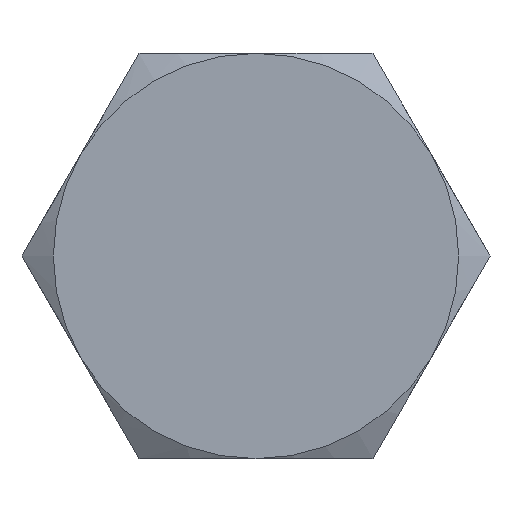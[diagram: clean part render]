
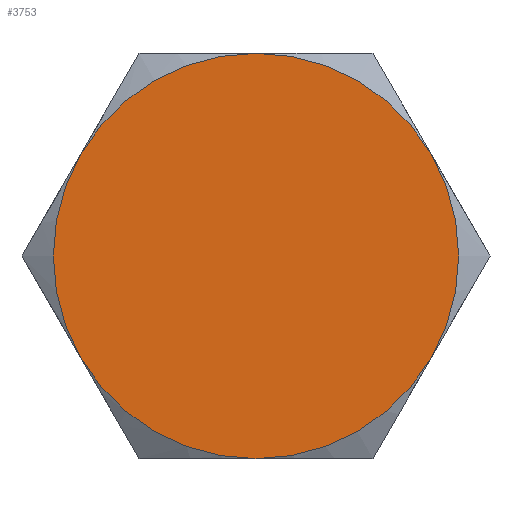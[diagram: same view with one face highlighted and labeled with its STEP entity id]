
A CAD part, left-side view. The second image highlights one B-rep face of the part: STEP entity #3753.
In plain terms, the highlighted planar face has unit normal (-1, 0, 0).
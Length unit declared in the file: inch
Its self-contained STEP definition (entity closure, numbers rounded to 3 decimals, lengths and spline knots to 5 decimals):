
#100 = CIRCLE ( 'NONE', #3631, 0.25 ) ;
#102 = CIRCLE ( 'NONE', #3632, 0.25 ) ;
#104 = CIRCLE ( 'NONE', #3630, 0.25 ) ;
#130 = CIRCLE ( 'NONE', #3628, 0.25 ) ;
#133 = CIRCLE ( 'NONE', #3627, 0.25 ) ;
#135 = CIRCLE ( 'NONE', #3634, 0.25 ) ;
#164 = EDGE_CURVE ( 'NONE', #4087, #4082, #130, .T. ) ;
#168 = EDGE_CURVE ( 'NONE', #4222, #4209, #133, .T. ) ;
#178 = EDGE_CURVE ( 'NONE', #4082, #4091, #104, .T. ) ;
#185 = EDGE_CURVE ( 'NONE', #4209, #4100, #102, .T. ) ;
#190 = EDGE_CURVE ( 'NONE', #4091, #4222, #100, .T. ) ;
#201 = EDGE_CURVE ( 'NONE', #4100, #4087, #135, .T. ) ;
#1004 = DIRECTION ( 'NONE',  ( 0., 0., 1. ) ) ;
#1005 = DIRECTION ( 'NONE',  ( -1., 0., 0. ) ) ;
#1008 = PLANE ( 'NONE',  #3649 ) ;
#1012 = CARTESIAN_POINT ( 'NONE',  ( -1.10156, 0.14434, 0.25 ) ) ;
#2460 = FACE_OUTER_BOUND ( 'NONE', #5338, .T. ) ;
#3514 = ORIENTED_EDGE ( 'NONE', *, *, #185, .T. ) ;
#3516 = ORIENTED_EDGE ( 'NONE', *, *, #168, .T. ) ;
#3526 = ORIENTED_EDGE ( 'NONE', *, *, #178, .T. ) ;
#3548 = ORIENTED_EDGE ( 'NONE', *, *, #164, .T. ) ;
#3587 = ORIENTED_EDGE ( 'NONE', *, *, #190, .T. ) ;
#3608 = ORIENTED_EDGE ( 'NONE', *, *, #201, .T. ) ;
#3627 = AXIS2_PLACEMENT_3D ( 'NONE', #4540, #4538, #4537 ) ;
#3628 = AXIS2_PLACEMENT_3D ( 'NONE', #3968, #4182, #4561 ) ;
#3630 = AXIS2_PLACEMENT_3D ( 'NONE', #4482, #4480, #4479 ) ;
#3631 = AXIS2_PLACEMENT_3D ( 'NONE', #4402, #4393, #4392 ) ;
#3632 = AXIS2_PLACEMENT_3D ( 'NONE', #4431, #4424, #4423 ) ;
#3634 = AXIS2_PLACEMENT_3D ( 'NONE', #4377, #4347, #3977 ) ;
#3649 = AXIS2_PLACEMENT_3D ( 'NONE', #1012, #1005, #1004 ) ;
#3753 = ADVANCED_FACE ( 'NONE', ( #2460 ), #1008, .T. ) ;
#3968 = CARTESIAN_POINT ( 'NONE',  ( -1.10156, 0., 0. ) ) ;
#3977 = DIRECTION ( 'NONE',  ( 0., 0., 1. ) ) ;
#4082 = VERTEX_POINT ( 'NONE', #6347 ) ;
#4087 = VERTEX_POINT ( 'NONE', #6346 ) ;
#4091 = VERTEX_POINT ( 'NONE', #5647 ) ;
#4100 = VERTEX_POINT ( 'NONE', #5643 ) ;
#4182 = DIRECTION ( 'NONE',  ( -1., 0., 0. ) ) ;
#4209 = VERTEX_POINT ( 'NONE', #5624 ) ;
#4222 = VERTEX_POINT ( 'NONE', #5616 ) ;
#4347 = DIRECTION ( 'NONE',  ( -1., 0., 0. ) ) ;
#4377 = CARTESIAN_POINT ( 'NONE',  ( -1.10156, 0., 0. ) ) ;
#4392 = DIRECTION ( 'NONE',  ( 0., 0., 1. ) ) ;
#4393 = DIRECTION ( 'NONE',  ( -1., 0., 0. ) ) ;
#4402 = CARTESIAN_POINT ( 'NONE',  ( -1.10156, 0., 0. ) ) ;
#4423 = DIRECTION ( 'NONE',  ( 0., 0., 1. ) ) ;
#4424 = DIRECTION ( 'NONE',  ( -1., 0., 0. ) ) ;
#4431 = CARTESIAN_POINT ( 'NONE',  ( -1.10156, 0., 0. ) ) ;
#4479 = DIRECTION ( 'NONE',  ( 0., 0., 1. ) ) ;
#4480 = DIRECTION ( 'NONE',  ( -1., 0., 0. ) ) ;
#4482 = CARTESIAN_POINT ( 'NONE',  ( -1.10156, 0., 0. ) ) ;
#4537 = DIRECTION ( 'NONE',  ( 0., 0., 1. ) ) ;
#4538 = DIRECTION ( 'NONE',  ( -1., 0., 0. ) ) ;
#4540 = CARTESIAN_POINT ( 'NONE',  ( -1.10156, 0., 0. ) ) ;
#4561 = DIRECTION ( 'NONE',  ( 0., 0., 1. ) ) ;
#5338 = EDGE_LOOP ( 'NONE', ( #3514, #3608, #3548, #3526, #3587, #3516 ) ) ;
#5616 = CARTESIAN_POINT ( 'NONE',  ( -1.10156, -0.21651, -0.125 ) ) ;
#5624 = CARTESIAN_POINT ( 'NONE',  ( -1.10156, -0.21651, 0.125 ) ) ;
#5643 = CARTESIAN_POINT ( 'NONE',  ( -1.10156, 0., 0.25 ) ) ;
#5647 = CARTESIAN_POINT ( 'NONE',  ( -1.10156, 0., -0.25 ) ) ;
#6346 = CARTESIAN_POINT ( 'NONE',  ( -1.10156, 0.21651, 0.125 ) ) ;
#6347 = CARTESIAN_POINT ( 'NONE',  ( -1.10156, 0.21651, -0.125 ) ) ;
